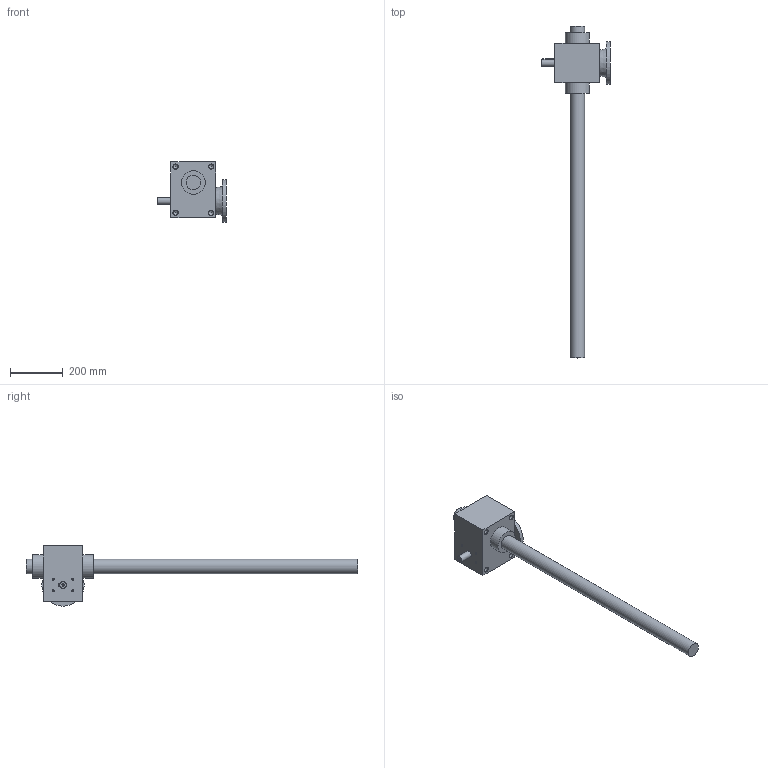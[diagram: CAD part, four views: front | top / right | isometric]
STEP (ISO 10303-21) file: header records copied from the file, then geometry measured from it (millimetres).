
FILE_DESCRIPTION( ( 'STEP AP214' ), ' ' );
FILE_NAME( 'TP559_MBD_100-112_B14_R.1_5_C.1000_-_-_-_-_-_-_-.stp', '2017-08-20T11:49:41', ( '' ), ( '' ), ' ', 'PARTsolutions', ' ' );
FILE_SCHEMA( ( 'AUTOMOTIVE_DESIGN { 1 0 10303 214 1 1 1 1 }' ) );
Length unit declared in the file: millimetre
Products named in the file (5): TP559_MBD_100-112/B14_R.1/5_C.1000_-_-_-_-_-_-_-; _TP559_4_1_1_1_1_110001-1; _TP559-2; _TP559_1000_1_1_11-3; _559_10-fl
Assembly tree (4 placements, depth 2):
  TP559_MBD_100-112/B14_R.1/5_C.1000_-_-_-_-_-_-_-
    _TP559_4_1_1_1_1_110001-1
    _TP559-2
    _TP559_1000_1_1_11-3
    _559_10-fl
Bounding box: 260 x 1255 x 228 mm (x, y, z)
Volume: 8871940.1 mm3; surface area: 555215.7 mm2
Topology: 4 solids, 4 shells, 174 faces, 434 edges, 283 vertices
Faces by surface type: plane 89, cylinder 56, cone 29
Full cylindrical faces by diameter (mm): 6.647 x5, 9 x4, 17.294 x8, 25 x2, 40 x1, 46 x1, 55 x1, 90 x2, 110 x1, 160 x1
Entity records: 6316 total; most frequent: CARTESIAN_POINT 876, DIRECTION 840, ORIENTED_EDGE 714, EDGE_CURVE 357, AXIS2_PLACEMENT_3D 306, VERTEX_POINT 274, EDGE_LOOP 256, LINE 228
